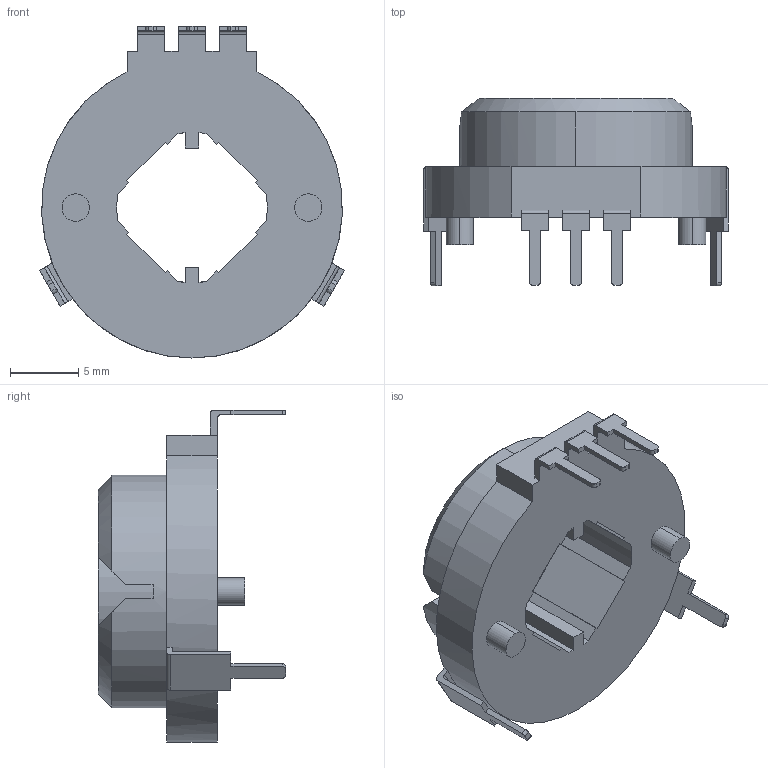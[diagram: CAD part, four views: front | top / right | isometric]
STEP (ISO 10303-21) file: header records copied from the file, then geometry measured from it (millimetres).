
FILE_DESCRIPTION (( 'STEP AP214' ), '1' );
FILE_NAME ('1001.STEP', '2022-08-19T03:06:38', ( '' ), ( '' ), 'SwSTEP 2.0', 'SolidWorks 2021', '' );
FILE_SCHEMA (( 'AUTOMOTIVE_DESIGN' ));
Length unit declared in the file: millimetre
Products named in the file (1): 1001
Bounding box: 22.29 x 13.7 x 24.27 mm (x, y, z)
Volume: 1638.5 mm3; surface area: 2033.5 mm2
Topology: 1 solids, 1 shells, 147 faces, 422 edges, 281 vertices
Faces by surface type: plane 103, cylinder 41, cone 3
Entity records: 5621 total; most frequent: CARTESIAN_POINT 887, ORIENTED_EDGE 844, DIRECTION 807, EDGE_CURVE 422, LINE 309, VECTOR 309, VERTEX_POINT 281, AXIS2_PLACEMENT_3D 249
